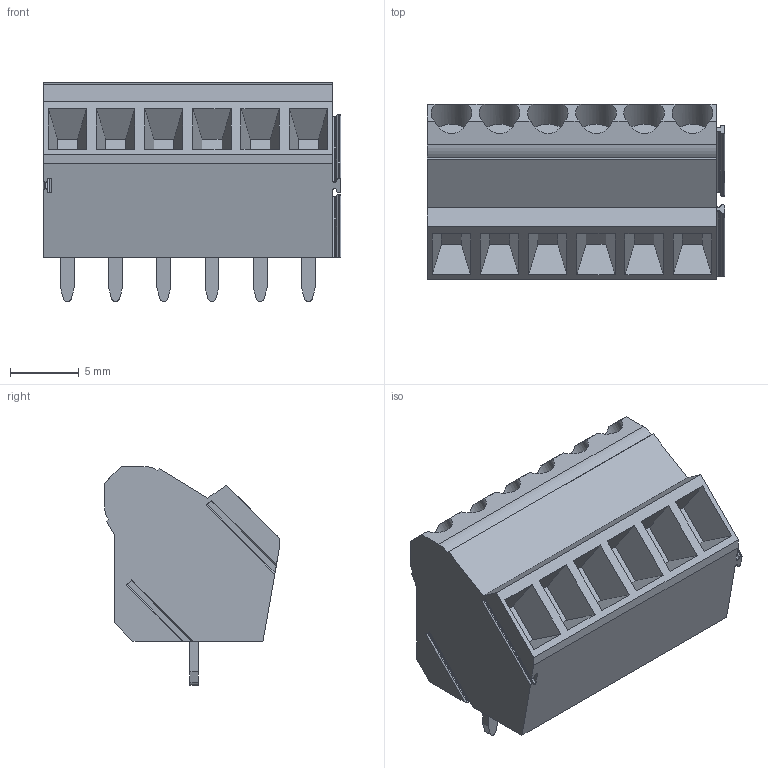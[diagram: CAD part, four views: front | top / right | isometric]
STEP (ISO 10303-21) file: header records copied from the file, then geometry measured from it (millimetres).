
FILE_DESCRIPTION(('CATIA V5 STEP Exchange','CAx-IF Rec.Pracs.--- Model Styling and Organization---1.2---2011-12-15'),'2;1');
FILE_NAME ('D1457402_0_1845240000_1845240000.stp','2018-09-07T05:49:56+00:00',('none'),('Weidmueller'),'CATIA Version 5-6 Release 2014','CATIA V5 STEP AP214','none');
FILE_SCHEMA(('AUTOMOTIVE_DESIGN { 1 0 10303 214 1 1 1 1 }'));
Length unit declared in the file: millimetre
Products named in the file (1): 1845240000
Bounding box: 21.6 x 12.7 x 15.9 mm (x, y, z)
Volume: 2523.9 mm3; surface area: 1574.4 mm2
Topology: 7 solids, 7 shells, 176 faces, 468 edges, 312 vertices
Faces by surface type: plane 124, cylinder 52
Entity records: 5534 total; most frequent: CARTESIAN_POINT 1472, ORIENTED_EDGE 936, DIRECTION 642, EDGE_CURVE 468, VECTOR 316, LINE 316, VERTEX_POINT 312, AXIS2_PLACEMENT_3D 206
